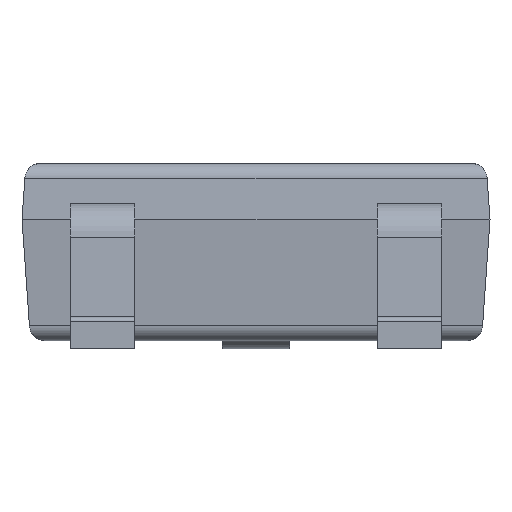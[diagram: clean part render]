
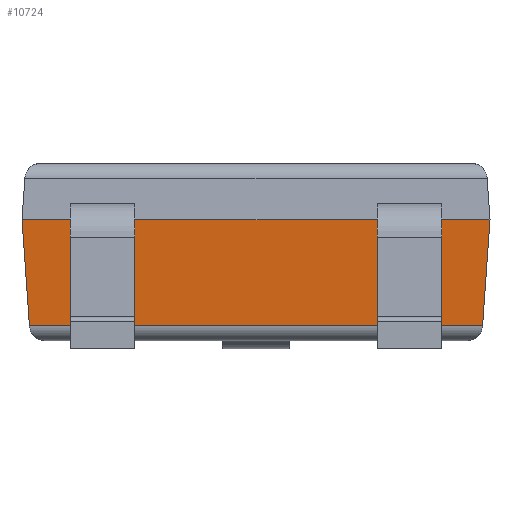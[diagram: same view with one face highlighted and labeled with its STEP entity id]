
A CAD part, front view. The second image highlights one B-rep face of the part: STEP entity #10724.
In plain terms, the highlighted planar face has unit normal (0, -0.998, -0.07).
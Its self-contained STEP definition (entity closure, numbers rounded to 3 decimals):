
#46 = EDGE_CURVE ( 'NONE', #8759, #12750, #4134, .T. ) ;
#83 = VECTOR ( 'NONE', #4471, 1000. ) ;
#340 = EDGE_CURVE ( 'NONE', #5580, #8759, #9008, .T. ) ;
#586 = CARTESIAN_POINT ( 'NONE',  ( 1.15, -0.82, -0.07 ) ) ;
#1043 = CARTESIAN_POINT ( 'NONE',  ( -1.15, -0.825, 0. ) ) ;
#1045 = DIRECTION ( 'NONE',  ( 1., 0., 0. ) ) ;
#1094 = VECTOR ( 'NONE', #2842, 1000. ) ;
#1120 = VECTOR ( 'NONE', #4038, 1000. ) ;
#1404 = EDGE_CURVE ( 'NONE', #6297, #9192, #1509, .T. ) ;
#1489 = CARTESIAN_POINT ( 'NONE',  ( -0.75, -0.825, 0. ) ) ;
#1509 = LINE ( 'NONE', #11006, #14273 ) ;
#1620 = LINE ( 'NONE', #2833, #13667 ) ;
#1859 = CARTESIAN_POINT ( 'NONE',  ( 1.45, -0.825, 0. ) ) ;
#2036 = VERTEX_POINT ( 'NONE', #1859 ) ;
#2329 = LINE ( 'NONE', #10200, #2770 ) ;
#2613 = CARTESIAN_POINT ( 'NONE',  ( 1.15, -0.82, -0.07 ) ) ;
#2639 = LINE ( 'NONE', #3783, #1120 ) ;
#2770 = VECTOR ( 'NONE', #1045, 1000. ) ;
#2833 = CARTESIAN_POINT ( 'NONE',  ( -1.442, -0.817, -0.114 ) ) ;
#2842 = DIRECTION ( 'NONE',  ( 0., -0.07, 0.998 ) ) ;
#2877 = DIRECTION ( 'NONE',  ( 1., 0., 0. ) ) ;
#2943 = CARTESIAN_POINT ( 'NONE',  ( 0.75, -0.82, -0.07 ) ) ;
#2976 = CARTESIAN_POINT ( 'NONE',  ( -1.45, -0.825, 0. ) ) ;
#3107 = CARTESIAN_POINT ( 'NONE',  ( -1.45, -0.825, 0. ) ) ;
#3112 = LINE ( 'NONE', #9756, #7331 ) ;
#3255 = CARTESIAN_POINT ( 'NONE',  ( -1.404, -0.779, -0.657 ) ) ;
#3783 = CARTESIAN_POINT ( 'NONE',  ( 1.398, -0.779, -0.657 ) ) ;
#3805 = CARTESIAN_POINT ( 'NONE',  ( 1.15, -0.825, 0. ) ) ;
#4038 = DIRECTION ( 'NONE',  ( 1., 0., 0. ) ) ;
#4134 = LINE ( 'NONE', #10869, #83 ) ;
#4179 = LINE ( 'NONE', #16935, #13775 ) ;
#4268 = EDGE_CURVE ( 'NONE', #4667, #12643, #2639, .T. ) ;
#4471 = DIRECTION ( 'NONE',  ( 0., -0.07, 0.998 ) ) ;
#4667 = VERTEX_POINT ( 'NONE', #3255 ) ;
#4754 = EDGE_CURVE ( 'NONE', #11481, #12750, #7541, .T. ) ;
#4960 = CARTESIAN_POINT ( 'NONE',  ( 1.404, -0.779, -0.657 ) ) ;
#5063 = ORIENTED_EDGE ( 'NONE', *, *, #11980, .T. ) ;
#5580 = VERTEX_POINT ( 'NONE', #586 ) ;
#6297 = VERTEX_POINT ( 'NONE', #15256 ) ;
#6400 = ORIENTED_EDGE ( 'NONE', *, *, #17012, .F. ) ;
#6651 = DIRECTION ( 'NONE',  ( 0., -0.07, 0.998 ) ) ;
#6917 = EDGE_CURVE ( 'NONE', #7996, #2036, #10186, .T. ) ;
#7331 = VECTOR ( 'NONE', #13710, 1000. ) ;
#7541 = LINE ( 'NONE', #15500, #14943 ) ;
#7716 = EDGE_CURVE ( 'NONE', #12643, #2036, #3112, .T. ) ;
#7916 = CARTESIAN_POINT ( 'NONE',  ( -0.75, -0.825, 0. ) ) ;
#7996 = VERTEX_POINT ( 'NONE', #12393 ) ;
#8079 = ORIENTED_EDGE ( 'NONE', *, *, #10585, .F. ) ;
#8759 = VERTEX_POINT ( 'NONE', #2943 ) ;
#8838 = DIRECTION ( 'NONE',  ( -1., 0., 0. ) ) ;
#9008 = LINE ( 'NONE', #2613, #13213 ) ;
#9192 = VERTEX_POINT ( 'NONE', #12270 ) ;
#9246 = DIRECTION ( 'NONE',  ( 0., -0.07, 0.998 ) ) ;
#9444 = EDGE_CURVE ( 'NONE', #9192, #11481, #15797, .T. ) ;
#9632 = VERTEX_POINT ( 'NONE', #1043 ) ;
#9756 = CARTESIAN_POINT ( 'NONE',  ( 1.436, -0.811, -0.201 ) ) ;
#9931 = PLANE ( 'NONE',  #13802 ) ;
#10186 = LINE ( 'NONE', #12418, #11467 ) ;
#10200 = CARTESIAN_POINT ( 'NONE',  ( -1.45, -0.825, 0. ) ) ;
#10585 = EDGE_CURVE ( 'NONE', #11216, #9632, #2329, .T. ) ;
#10724 = ADVANCED_FACE ( 'NONE', ( #15093 ), #9931, .T. ) ;
#10810 = ORIENTED_EDGE ( 'NONE', *, *, #6917, .F. ) ;
#10869 = CARTESIAN_POINT ( 'NONE',  ( 0.75, -0.825, 0. ) ) ;
#10972 = DIRECTION ( 'NONE',  ( 0., -0.998, -0.07 ) ) ;
#11006 = CARTESIAN_POINT ( 'NONE',  ( -1.15, -0.82, -0.07 ) ) ;
#11216 = VERTEX_POINT ( 'NONE', #2976 ) ;
#11467 = VECTOR ( 'NONE', #16621, 1000. ) ;
#11481 = VERTEX_POINT ( 'NONE', #7916 ) ;
#11498 = ORIENTED_EDGE ( 'NONE', *, *, #1404, .F. ) ;
#11726 = DIRECTION ( 'NONE',  ( 1., 0., 0. ) ) ;
#11757 = LINE ( 'NONE', #3805, #1094 ) ;
#11764 = VECTOR ( 'NONE', #9246, 1000. ) ;
#11980 = EDGE_CURVE ( 'NONE', #6297, #9632, #4179, .T. ) ;
#12092 = ORIENTED_EDGE ( 'NONE', *, *, #340, .T. ) ;
#12270 = CARTESIAN_POINT ( 'NONE',  ( -0.75, -0.82, -0.07 ) ) ;
#12393 = CARTESIAN_POINT ( 'NONE',  ( 1.15, -0.825, 0. ) ) ;
#12407 = DIRECTION ( 'NONE',  ( 0., 0.07, -0.998 ) ) ;
#12418 = CARTESIAN_POINT ( 'NONE',  ( -1.45, -0.825, 0. ) ) ;
#12643 = VERTEX_POINT ( 'NONE', #4960 ) ;
#12750 = VERTEX_POINT ( 'NONE', #13229 ) ;
#13213 = VECTOR ( 'NONE', #8838, 1000. ) ;
#13229 = CARTESIAN_POINT ( 'NONE',  ( 0.75, -0.825, 0. ) ) ;
#13353 = DIRECTION ( 'NONE',  ( -0.07, -0.07, 0.995 ) ) ;
#13667 = VECTOR ( 'NONE', #13353, 1000. ) ;
#13710 = DIRECTION ( 'NONE',  ( 0.07, -0.07, 0.995 ) ) ;
#13775 = VECTOR ( 'NONE', #6651, 1000. ) ;
#13802 = AXIS2_PLACEMENT_3D ( 'NONE', #3107, #10972, #12407 ) ;
#13927 = EDGE_CURVE ( 'NONE', #5580, #7996, #11757, .T. ) ;
#14273 = VECTOR ( 'NONE', #2877, 1000. ) ;
#14781 = ORIENTED_EDGE ( 'NONE', *, *, #13927, .F. ) ;
#14943 = VECTOR ( 'NONE', #11726, 1000. ) ;
#15093 = FACE_OUTER_BOUND ( 'NONE', #15900, .T. ) ;
#15256 = CARTESIAN_POINT ( 'NONE',  ( -1.15, -0.82, -0.07 ) ) ;
#15308 = ORIENTED_EDGE ( 'NONE', *, *, #46, .T. ) ;
#15396 = ORIENTED_EDGE ( 'NONE', *, *, #9444, .F. ) ;
#15500 = CARTESIAN_POINT ( 'NONE',  ( -1.45, -0.825, 0. ) ) ;
#15797 = LINE ( 'NONE', #1489, #11764 ) ;
#15900 = EDGE_LOOP ( 'NONE', ( #6400, #16415, #16486, #10810, #14781, #12092, #15308, #16061, #15396, #11498, #5063, #8079 ) ) ;
#16061 = ORIENTED_EDGE ( 'NONE', *, *, #4754, .F. ) ;
#16415 = ORIENTED_EDGE ( 'NONE', *, *, #4268, .T. ) ;
#16486 = ORIENTED_EDGE ( 'NONE', *, *, #7716, .T. ) ;
#16621 = DIRECTION ( 'NONE',  ( 1., 0., 0. ) ) ;
#16935 = CARTESIAN_POINT ( 'NONE',  ( -1.15, -0.825, 0. ) ) ;
#17012 = EDGE_CURVE ( 'NONE', #4667, #11216, #1620, .T. ) ;
